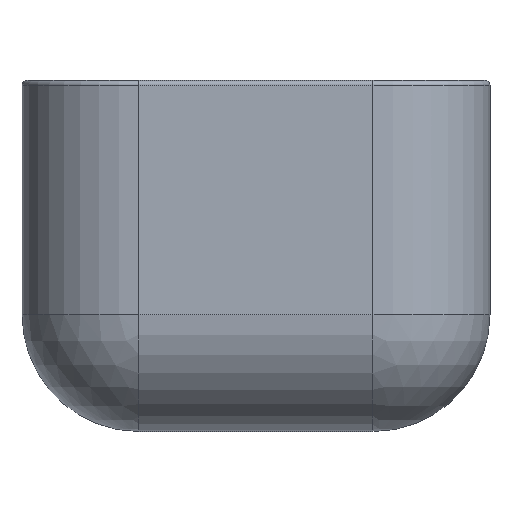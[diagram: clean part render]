
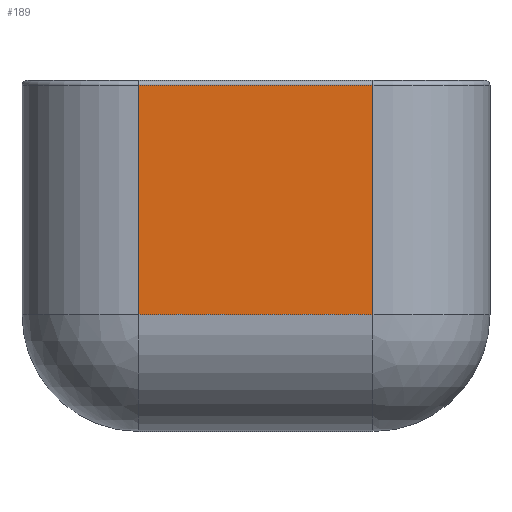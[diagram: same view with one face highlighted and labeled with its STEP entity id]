
A CAD part, left-side view. The second image highlights one B-rep face of the part: STEP entity #189.
In plain terms, the highlighted planar face has unit normal (-1, 0, 0).
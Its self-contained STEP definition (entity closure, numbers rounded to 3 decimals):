
#61 = EDGE_CURVE('',#62,#64,#66,.T.);
#62 = VERTEX_POINT('',#63);
#63 = CARTESIAN_POINT('',(-30.,-10.,10.));
#64 = VERTEX_POINT('',#65);
#65 = CARTESIAN_POINT('',(-30.,-10.,29.6));
#66 = LINE('',#67,#68);
#67 = CARTESIAN_POINT('',(-30.,-10.,0.));
#68 = VECTOR('',#69,1.);
#69 = DIRECTION('',(0.,0.,1.));
#189 = ADVANCED_FACE('',(#190),#215,.F.);
#190 = FACE_BOUND('',#191,.F.);
#191 = EDGE_LOOP('',(#192,#202,#208,#209));
#192 = ORIENTED_EDGE('',*,*,#193,.T.);
#193 = EDGE_CURVE('',#194,#196,#198,.T.);
#194 = VERTEX_POINT('',#195);
#195 = CARTESIAN_POINT('',(-30.,10.,10.));
#196 = VERTEX_POINT('',#197);
#197 = CARTESIAN_POINT('',(-30.,10.,29.6));
#198 = LINE('',#199,#200);
#199 = CARTESIAN_POINT('',(-30.,10.,0.));
#200 = VECTOR('',#201,1.);
#201 = DIRECTION('',(0.,0.,1.));
#202 = ORIENTED_EDGE('',*,*,#203,.T.);
#203 = EDGE_CURVE('',#196,#64,#204,.T.);
#204 = LINE('',#205,#206);
#205 = CARTESIAN_POINT('',(-30.,10.,29.6));
#206 = VECTOR('',#207,1.);
#207 = DIRECTION('',(0.,-1.,0.));
#208 = ORIENTED_EDGE('',*,*,#61,.F.);
#209 = ORIENTED_EDGE('',*,*,#210,.F.);
#210 = EDGE_CURVE('',#194,#62,#211,.T.);
#211 = LINE('',#212,#213);
#212 = CARTESIAN_POINT('',(-30.,10.,10.));
#213 = VECTOR('',#214,1.);
#214 = DIRECTION('',(0.,-1.,0.));
#215 = PLANE('',#216);
#216 = AXIS2_PLACEMENT_3D('',#217,#218,#219);
#217 = CARTESIAN_POINT('',(-30.,10.,0.));
#218 = DIRECTION('',(1.,0.,0.));
#219 = DIRECTION('',(0.,-1.,0.));
